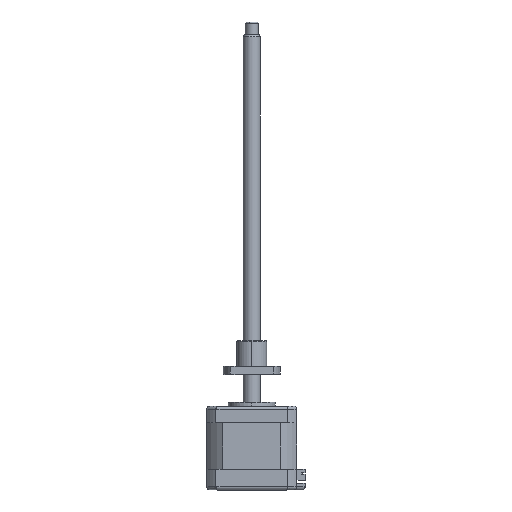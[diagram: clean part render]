
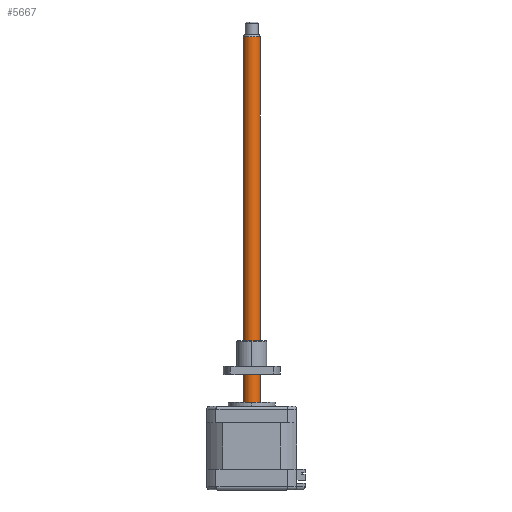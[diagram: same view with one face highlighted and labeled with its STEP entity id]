
A CAD part, top view. The second image highlights one B-rep face of the part: STEP entity #5667.
In plain terms, the highlighted cylindrical face has radius 4 mm (diameter 8 mm), a partial arc.
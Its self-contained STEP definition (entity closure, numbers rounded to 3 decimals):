
#234 = DIRECTION ( 'NONE',  ( 0., -1., 0. ) ) ;
#366 = ORIENTED_EDGE ( 'NONE', *, *, #2611, .F. ) ;
#2010 = CARTESIAN_POINT ( 'NONE',  ( -8.709, 192.843, 16.638 ) ) ;
#2017 = VERTEX_POINT ( 'NONE', #2534 ) ;
#2334 = AXIS2_PLACEMENT_3D ( 'NONE', #10644, #7990, #9795 ) ;
#2534 = CARTESIAN_POINT ( 'NONE',  ( -0.709, 17.843, 16.638 ) ) ;
#2611 = EDGE_CURVE ( 'NONE', #2017, #10515, #9056, .T. ) ;
#2909 = DIRECTION ( 'NONE',  ( 0., -1., 0. ) ) ;
#2920 = CARTESIAN_POINT ( 'NONE',  ( -8.709, 17.843, 16.638 ) ) ;
#3132 = VECTOR ( 'NONE', #9617, 1000. ) ;
#3284 = FACE_OUTER_BOUND ( 'NONE', #7594, .T. ) ;
#3655 = EDGE_CURVE ( 'NONE', #6757, #7339, #9499, .T. ) ;
#5220 = ORIENTED_EDGE ( 'NONE', *, *, #8027, .T. ) ;
#5334 = CARTESIAN_POINT ( 'NONE',  ( -4.709, 17.843, 16.638 ) ) ;
#5381 = CYLINDRICAL_SURFACE ( 'NONE', #2334, 4. ) ;
#5587 = CARTESIAN_POINT ( 'NONE',  ( -4.709, 191.843, 16.638 ) ) ;
#5667 = ADVANCED_FACE ( 'NONE', ( #3284 ), #5381, .T. ) ;
#5926 = AXIS2_PLACEMENT_3D ( 'NONE', #5587, #234, #6479 ) ;
#6219 = DIRECTION ( 'NONE',  ( -1., 0., 0. ) ) ;
#6479 = DIRECTION ( 'NONE',  ( 1., 0., 0. ) ) ;
#6636 = EDGE_CURVE ( 'NONE', #6757, #2017, #10237, .T. ) ;
#6757 = VERTEX_POINT ( 'NONE', #6805 ) ;
#6805 = CARTESIAN_POINT ( 'NONE',  ( -0.709, 191.843, 16.638 ) ) ;
#6859 = LINE ( 'NONE', #2010, #11019 ) ;
#7149 = ORIENTED_EDGE ( 'NONE', *, *, #3655, .T. ) ;
#7339 = VERTEX_POINT ( 'NONE', #11241 ) ;
#7594 = EDGE_LOOP ( 'NONE', ( #8635, #7149, #5220, #366 ) ) ;
#7990 = DIRECTION ( 'NONE',  ( 0., -1., 0. ) ) ;
#8027 = EDGE_CURVE ( 'NONE', #7339, #10515, #6859, .T. ) ;
#8635 = ORIENTED_EDGE ( 'NONE', *, *, #6636, .F. ) ;
#8721 = CARTESIAN_POINT ( 'NONE',  ( -0.709, 192.843, 16.638 ) ) ;
#9056 = CIRCLE ( 'NONE', #10967, 4. ) ;
#9499 = CIRCLE ( 'NONE', #5926, 4. ) ;
#9617 = DIRECTION ( 'NONE',  ( 0., -1., 0. ) ) ;
#9795 = DIRECTION ( 'NONE',  ( -1., 0., 0. ) ) ;
#10237 = LINE ( 'NONE', #8721, #3132 ) ;
#10515 = VERTEX_POINT ( 'NONE', #2920 ) ;
#10644 = CARTESIAN_POINT ( 'NONE',  ( -4.709, 192.843, 16.638 ) ) ;
#10967 = AXIS2_PLACEMENT_3D ( 'NONE', #5334, #11512, #6219 ) ;
#11019 = VECTOR ( 'NONE', #2909, 1000. ) ;
#11241 = CARTESIAN_POINT ( 'NONE',  ( -8.709, 191.843, 16.638 ) ) ;
#11512 = DIRECTION ( 'NONE',  ( 0., -1., 0. ) ) ;
